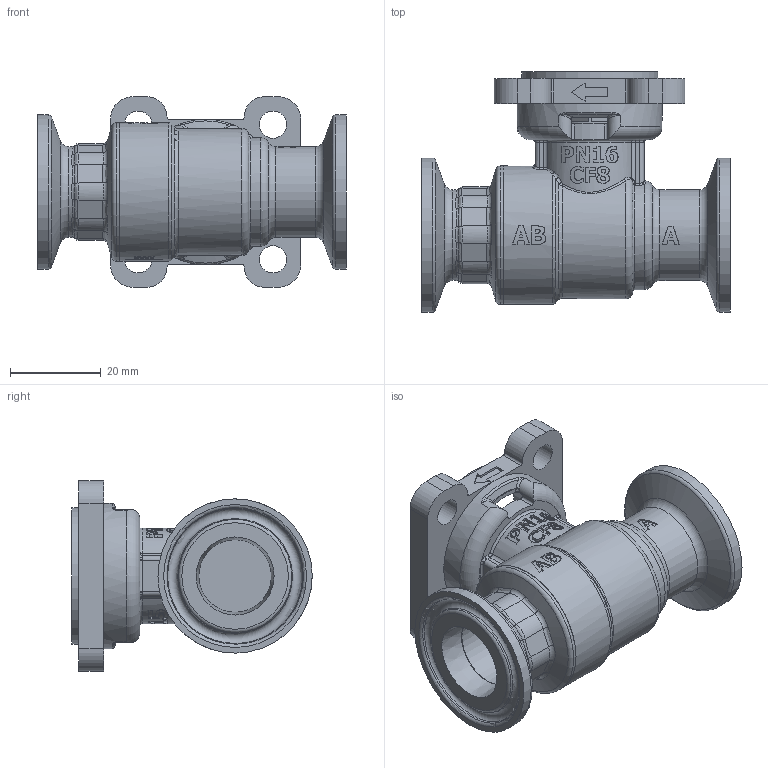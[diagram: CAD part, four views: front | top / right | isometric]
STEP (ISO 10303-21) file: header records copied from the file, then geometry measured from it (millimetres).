
FILE_DESCRIPTION(/* description */ (''),/* implementation_level */ '2;1');
FILE_NAME(/* name */ '14665-00CAD-DN15.stp',/* time_stamp */ '2025-02-24T11:36:48+08:00',/* author */ (''),/* organization */ ('BELIMO Automation AG'),/* preprocessor_version */ 'ST-DEVELOPER v18.102',/* originating_system */ 'SIEMENS PLM Software NX2206.8101',/* authorisation */ '');
FILE_SCHEMA (('AUTOMOTIVE_DESIGN { 1 0 10303 214 3 1 1 1 }'));
Length unit declared in the file: millimetre
Products named in the file (1): 14665-00CAD-DN15
Bounding box: 68 x 53 x 42 mm (x, y, z)
Volume: 50881.9 mm3; surface area: 19960.5 mm2
Topology: 3 solids, 3 shells, 610 faces, 1583 edges, 1005 vertices
Faces by surface type: plane 246, cylinder 199, bspline 76, torus 52, cone 23, extrusion 12, sphere 2
Full cylindrical faces by diameter (mm): 3.3 x1, 5 x1, 6 x4, 13.5 x1, 16 x1, 20 x2, 26 x1, 28 x1, 30 x1, 30.5 x2, 32 x1, 34 x2
Entity records: 21952 total; most frequent: CARTESIAN_POINT 8338, ORIENTED_EDGE 3016, DIRECTION 2473, EDGE_CURVE 1508, VERTEX_POINT 985, AXIS2_PLACEMENT_3D 968, EDGE_LOOP 702, ADVANCED_FACE 610
